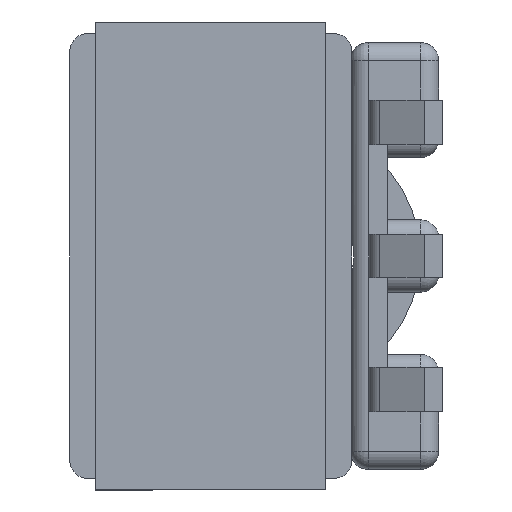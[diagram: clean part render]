
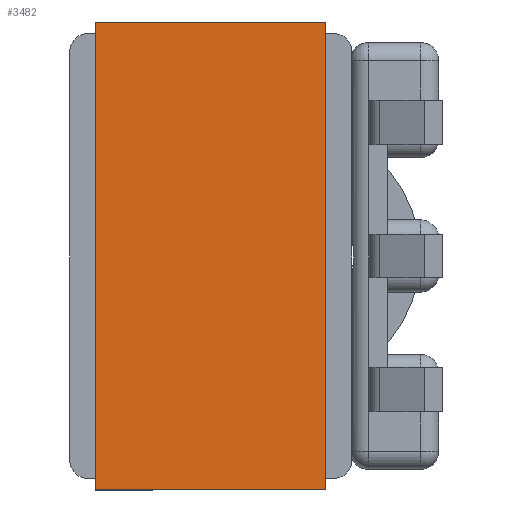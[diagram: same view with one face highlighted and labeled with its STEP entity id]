
A CAD part, left-side view. The second image highlights one B-rep face of the part: STEP entity #3482.
In plain terms, the highlighted planar face has unit normal (-1, 0, 0).
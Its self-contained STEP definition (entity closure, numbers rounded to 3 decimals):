
#11 = ORIENTED_EDGE ( 'NONE', *, *, #6742, .F. ) ;
#399 = CARTESIAN_POINT ( 'NONE',  ( -0.16, -6.31, 0. ) ) ;
#456 = CARTESIAN_POINT ( 'NONE',  ( -0.16, 0.16, -3.18 ) ) ;
#637 = AXIS2_PLACEMENT_3D ( 'NONE', #1831, #6579, #2526 ) ;
#716 = VECTOR ( 'NONE', #6256, 1000. ) ;
#1405 = LINE ( 'NONE', #3855, #3188 ) ;
#1831 = CARTESIAN_POINT ( 'NONE',  ( -0.16, -6.31, -3.18 ) ) ;
#2194 = LINE ( 'NONE', #4266, #7390 ) ;
#2491 = PLANE ( 'NONE',  #637 ) ;
#2526 = DIRECTION ( 'NONE',  ( 0., 0., 1. ) ) ;
#2796 = EDGE_CURVE ( 'NONE', #6917, #6506, #1405, .T. ) ;
#2811 = LINE ( 'NONE', #7280, #4391 ) ;
#3188 = VECTOR ( 'NONE', #7944, 1000. ) ;
#3313 = VERTEX_POINT ( 'NONE', #7514 ) ;
#3482 = ADVANCED_FACE ( 'NONE', ( #6340 ), #2491, .T. ) ;
#3855 = CARTESIAN_POINT ( 'NONE',  ( -0.16, -6.31, 0. ) ) ;
#3872 = DIRECTION ( 'NONE',  ( 0., 0., 1. ) ) ;
#3886 = EDGE_CURVE ( 'NONE', #4140, #3313, #4103, .T. ) ;
#4103 = LINE ( 'NONE', #4218, #716 ) ;
#4140 = VERTEX_POINT ( 'NONE', #456 ) ;
#4218 = CARTESIAN_POINT ( 'NONE',  ( -0.16, -6.31, -3.18 ) ) ;
#4266 = CARTESIAN_POINT ( 'NONE',  ( -0.16, 0.16, -3.18 ) ) ;
#4391 = VECTOR ( 'NONE', #3872, 1000. ) ;
#5765 = ORIENTED_EDGE ( 'NONE', *, *, #2796, .F. ) ;
#6256 = DIRECTION ( 'NONE',  ( 0., -1., 0. ) ) ;
#6340 = FACE_OUTER_BOUND ( 'NONE', #8727, .T. ) ;
#6506 = VERTEX_POINT ( 'NONE', #399 ) ;
#6579 = DIRECTION ( 'NONE',  ( -1., 0., 0. ) ) ;
#6742 = EDGE_CURVE ( 'NONE', #4140, #6917, #2194, .T. ) ;
#6917 = VERTEX_POINT ( 'NONE', #8576 ) ;
#7049 = EDGE_CURVE ( 'NONE', #3313, #6506, #2811, .T. ) ;
#7280 = CARTESIAN_POINT ( 'NONE',  ( -0.16, -6.31, -3.18 ) ) ;
#7390 = VECTOR ( 'NONE', #8379, 1000. ) ;
#7514 = CARTESIAN_POINT ( 'NONE',  ( -0.16, -6.31, -3.18 ) ) ;
#7944 = DIRECTION ( 'NONE',  ( 0., -1., 0. ) ) ;
#8379 = DIRECTION ( 'NONE',  ( 0., 0., 1. ) ) ;
#8454 = ORIENTED_EDGE ( 'NONE', *, *, #7049, .T. ) ;
#8576 = CARTESIAN_POINT ( 'NONE',  ( -0.16, 0.16, 0. ) ) ;
#8650 = ORIENTED_EDGE ( 'NONE', *, *, #3886, .T. ) ;
#8727 = EDGE_LOOP ( 'NONE', ( #5765, #11, #8650, #8454 ) ) ;
